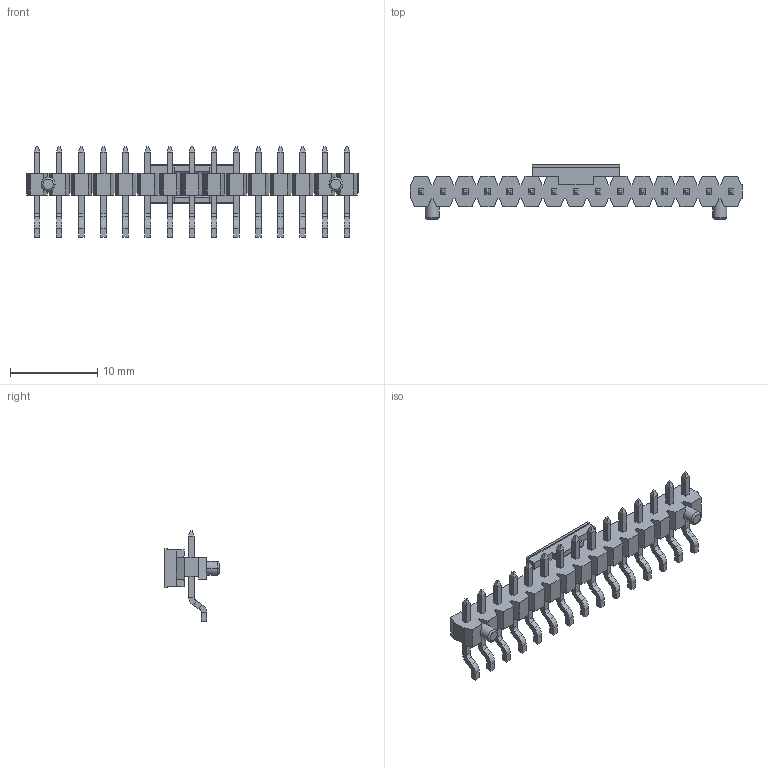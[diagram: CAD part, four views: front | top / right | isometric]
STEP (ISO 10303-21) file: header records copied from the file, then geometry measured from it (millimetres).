
FILE_DESCRIPTION(/* description */ (''),/* implementation_level */ '2;1');
FILE_NAME(/* name */ '9631-15-2-13-XX-10-PPTR.stp',/* time_stamp */ '2025-12-16T08:41:15+08:00',/* author */ (''),/* organization */ (''),/* preprocessor_version */ 'ST-DEVELOPER v15',/* originating_system */ 'SIEMENS PLM Software NX 9.0',/* authorisation */ '');
FILE_SCHEMA (('AP203_CONFIGURATION_CONTROLLED_3D_DESIGN_OF_MECHANICAL_PARTS_AND_ASSEMBLIES_MIM_LF { 1 0 10303 403 2 1 2}'));
Length unit declared in the file: millimetre
Products named in the file (1): 9631-15-2-13-XX-10-PPTR
Bounding box: 38.1 x 6.2 x 10.37 mm (x, y, z)
Volume: 392.8 mm3; surface area: 1186.8 mm2
Topology: 17 solids, 17 shells, 732 faces, 1670 edges, 972 vertices
Faces by surface type: plane 602, cylinder 126, torus 4
Entity records: 19898 total; most frequent: CARTESIAN_POINT 3375, DIRECTION 3352, ORIENTED_EDGE 3340, EDGE_CURVE 1670, LINE 1454, VECTOR 1454, VERTEX_POINT 972, AXIS2_PLACEMENT_3D 949
